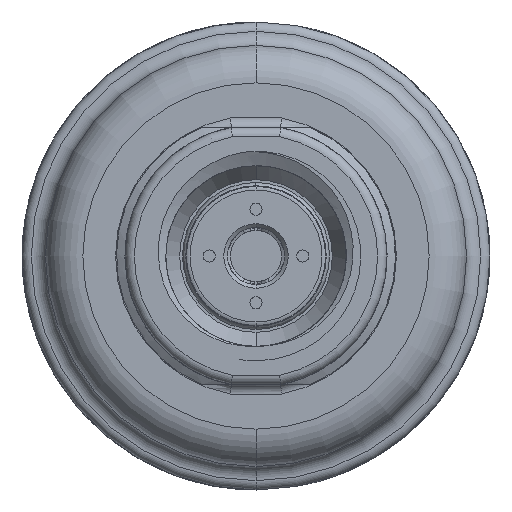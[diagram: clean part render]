
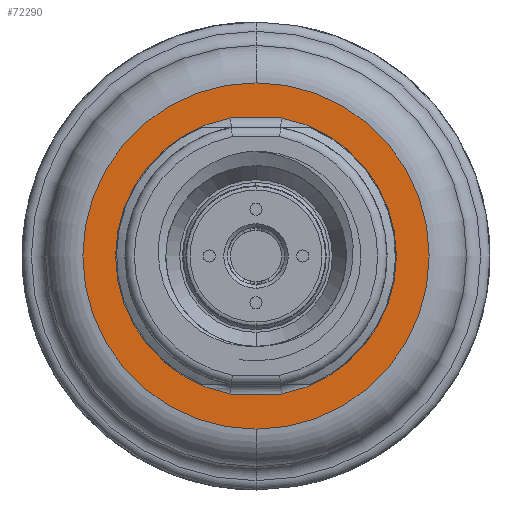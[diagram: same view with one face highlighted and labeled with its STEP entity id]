
A CAD part, front view. The second image highlights one B-rep face of the part: STEP entity #72290.
In plain terms, the highlighted planar face has unit normal (0, -1, 0).
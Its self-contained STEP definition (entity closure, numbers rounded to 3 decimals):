
#51389=CARTESIAN_POINT('',(0.,-4.,0.));
#51390=DIRECTION('',(0.,-1.,0.));
#51391=DIRECTION('',(-0.182,0.,0.983));
#51392=AXIS2_PLACEMENT_3D('',#51389,#51390,#51391);
#51394=DIRECTION('',(1.,0.,0.));
#51395=VECTOR('',#51394,5.454);
#51396=CARTESIAN_POINT('',(-2.727,-4.,-14.75));
#51397=LINE('',#51396,#51395);
#51398=CARTESIAN_POINT('',(0.,-4.,0.));
#51399=DIRECTION('',(0.,-1.,0.));
#51400=DIRECTION('',(0.182,0.,-0.983));
#51401=AXIS2_PLACEMENT_3D('',#51398,#51399,#51400);
#51403=DIRECTION('',(-1.,0.,0.));
#51404=VECTOR('',#51403,5.454);
#51405=CARTESIAN_POINT('',(2.727,-4.,14.75));
#51406=LINE('',#51405,#51404);
#51407=CARTESIAN_POINT('',(0.,-4.,0.));
#51408=DIRECTION('',(0.,-1.,0.));
#51409=DIRECTION('',(0.,0.,-1.));
#51410=AXIS2_PLACEMENT_3D('',#51407,#51408,#51409);
#51412=CARTESIAN_POINT('',(0.,-4.,0.));
#51413=DIRECTION('',(0.,-1.,0.));
#51414=DIRECTION('',(0.,0.,1.));
#51415=AXIS2_PLACEMENT_3D('',#51412,#51413,#51414);
#67695=CARTESIAN_POINT('',(-2.727,-4.,14.75));
#67696=CARTESIAN_POINT('',(-2.727,-4.,-14.75));
#67697=VERTEX_POINT('',#67695);
#67698=VERTEX_POINT('',#67696);
#67703=CARTESIAN_POINT('',(2.727,-4.,-14.75));
#67704=CARTESIAN_POINT('',(2.727,-4.,14.75));
#67705=VERTEX_POINT('',#67703);
#67706=VERTEX_POINT('',#67704);
#68040=CARTESIAN_POINT('',(0.,-4.,-18.5));
#68041=CARTESIAN_POINT('',(0.,-4.,18.5));
#68042=VERTEX_POINT('',#68040);
#68043=VERTEX_POINT('',#68041);
#72270=CARTESIAN_POINT('',(0.,-4.,0.));
#72271=DIRECTION('',(0.,-1.,0.));
#72272=DIRECTION('',(0.,0.,1.));
#72273=AXIS2_PLACEMENT_3D('',#72270,#72271,#72272);
#72274=PLANE('',#72273);
#72276=ORIENTED_EDGE('',*,*,#72275,.F.);
#72277=ORIENTED_EDGE('',*,*,#72260,.F.);
#72278=EDGE_LOOP('',(#72276,#72277));
#72279=FACE_OUTER_BOUND('',#72278,.F.);
#72281=ORIENTED_EDGE('',*,*,#72280,.T.);
#72283=ORIENTED_EDGE('',*,*,#72282,.T.);
#72285=ORIENTED_EDGE('',*,*,#72284,.T.);
#72287=ORIENTED_EDGE('',*,*,#72286,.T.);
#72288=EDGE_LOOP('',(#72281,#72283,#72285,#72287));
#72289=FACE_BOUND('',#72288,.F.);
#51393=CIRCLE('',#51392,15.);
#51402=CIRCLE('',#51401,15.);
#51411=CIRCLE('',#51410,18.5);
#51416=CIRCLE('',#51415,18.5);
#72260=EDGE_CURVE('',#68043,#68042,#51416,.T.);
#72275=EDGE_CURVE('',#68042,#68043,#51411,.T.);
#72280=EDGE_CURVE('',#67697,#67698,#51393,.T.);
#72282=EDGE_CURVE('',#67698,#67705,#51397,.T.);
#72284=EDGE_CURVE('',#67705,#67706,#51402,.T.);
#72286=EDGE_CURVE('',#67706,#67697,#51406,.T.);
#72290=ADVANCED_FACE('',(#72279,#72289),#72274,.T.);
